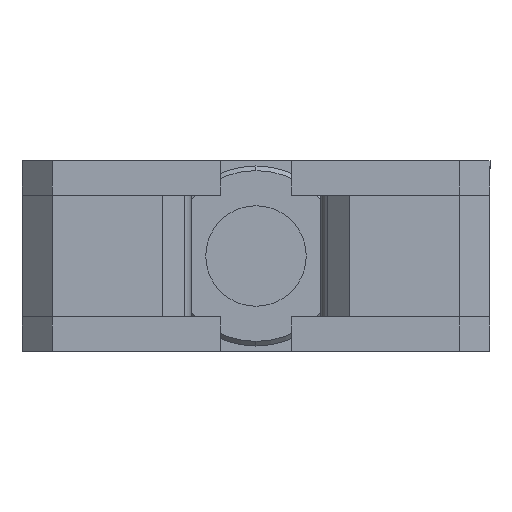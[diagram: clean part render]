
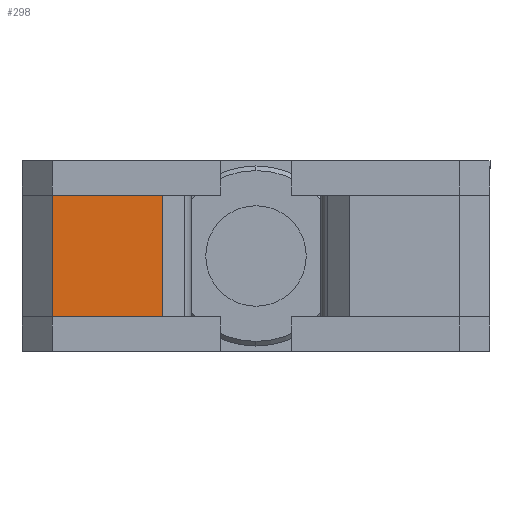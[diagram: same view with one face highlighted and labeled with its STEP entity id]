
A CAD part, front view. The second image highlights one B-rep face of the part: STEP entity #298.
In plain terms, the highlighted planar face has unit normal (0, -1, 0).
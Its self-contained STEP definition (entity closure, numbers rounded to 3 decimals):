
#18 = DIRECTION ( 'NONE',  ( 0., 0., 1. ) ) ;
#63 = CARTESIAN_POINT ( 'NONE',  ( 2.6, -5.5, -8.7 ) ) ;
#190 = CARTESIAN_POINT ( 'NONE',  ( -2.6, -5.5, 0. ) ) ;
#215 = CARTESIAN_POINT ( 'NONE',  ( -2.6, -5.5, -8.7 ) ) ;
#272 = CARTESIAN_POINT ( 'NONE',  ( 2.6, -5.5, 0. ) ) ;
#286 = EDGE_CURVE ( 'NONE', #1613, #1883, #933, .T. ) ;
#298 = ADVANCED_FACE ( 'NONE', ( #1326 ), #2158, .T. ) ;
#480 = DIRECTION ( 'NONE',  ( -1., 0., 0. ) ) ;
#883 = ORIENTED_EDGE ( 'NONE', *, *, #1802, .T. ) ;
#907 = DIRECTION ( 'NONE',  ( 1., 0., 0. ) ) ;
#933 = LINE ( 'NONE', #2355, #2142 ) ;
#1001 = AXIS2_PLACEMENT_3D ( 'NONE', #272, #1120, #1748 ) ;
#1117 = EDGE_CURVE ( 'NONE', #1889, #1883, #1124, .T. ) ;
#1120 = DIRECTION ( 'NONE',  ( 0., -1., 0. ) ) ;
#1124 = LINE ( 'NONE', #190, #1263 ) ;
#1263 = VECTOR ( 'NONE', #2690, 1000. ) ;
#1289 = EDGE_LOOP ( 'NONE', ( #2479, #883, #2129, #2620 ) ) ;
#1326 = FACE_OUTER_BOUND ( 'NONE', #1289, .T. ) ;
#1356 = VECTOR ( 'NONE', #907, 1000. ) ;
#1528 = CARTESIAN_POINT ( 'NONE',  ( 2.6, -5.5, -4. ) ) ;
#1613 = VERTEX_POINT ( 'NONE', #1528 ) ;
#1644 = EDGE_CURVE ( 'NONE', #1826, #1613, #2542, .T. ) ;
#1748 = DIRECTION ( 'NONE',  ( 0., 0., -1. ) ) ;
#1749 = LINE ( 'NONE', #63, #1356 ) ;
#1802 = EDGE_CURVE ( 'NONE', #1889, #1826, #1749, .T. ) ;
#1826 = VERTEX_POINT ( 'NONE', #2085 ) ;
#1834 = VECTOR ( 'NONE', #18, 1000. ) ;
#1883 = VERTEX_POINT ( 'NONE', #1895 ) ;
#1889 = VERTEX_POINT ( 'NONE', #215 ) ;
#1895 = CARTESIAN_POINT ( 'NONE',  ( -2.6, -5.5, -4. ) ) ;
#2085 = CARTESIAN_POINT ( 'NONE',  ( 2.6, -5.5, -8.7 ) ) ;
#2129 = ORIENTED_EDGE ( 'NONE', *, *, #1644, .T. ) ;
#2142 = VECTOR ( 'NONE', #480, 1000. ) ;
#2158 = PLANE ( 'NONE',  #1001 ) ;
#2355 = CARTESIAN_POINT ( 'NONE',  ( 2.6, -5.5, -4. ) ) ;
#2479 = ORIENTED_EDGE ( 'NONE', *, *, #1117, .F. ) ;
#2542 = LINE ( 'NONE', #2556, #1834 ) ;
#2556 = CARTESIAN_POINT ( 'NONE',  ( 2.6, -5.5, 0. ) ) ;
#2620 = ORIENTED_EDGE ( 'NONE', *, *, #286, .T. ) ;
#2690 = DIRECTION ( 'NONE',  ( 0., 0., 1. ) ) ;
